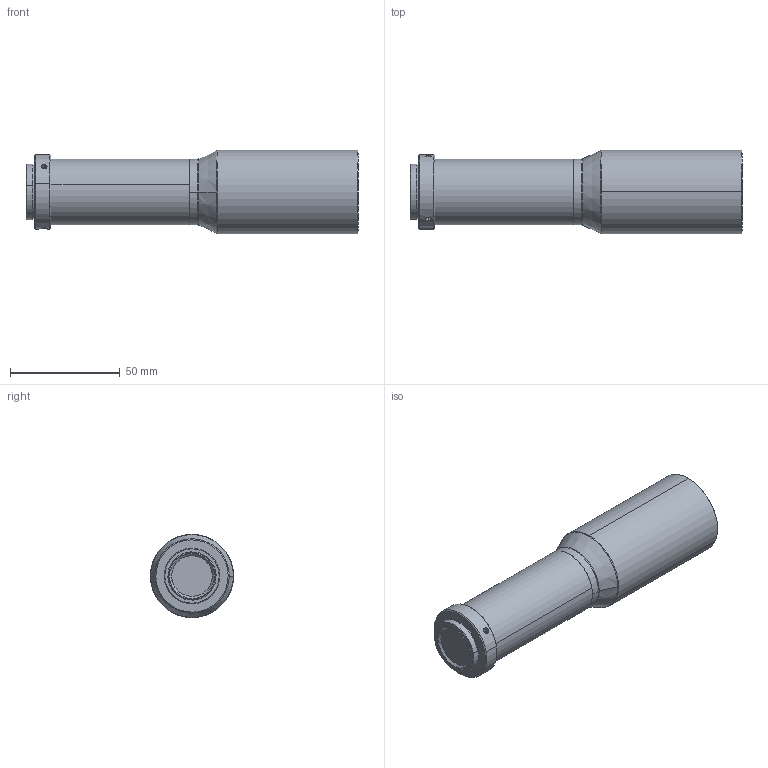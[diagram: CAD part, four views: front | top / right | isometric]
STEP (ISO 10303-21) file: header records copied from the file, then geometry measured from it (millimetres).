
FILE_DESCRIPTION (( 'STEP AP203' ), '1' );
FILE_NAME ('WH03-380A-110.STEP', '2019-03-07T03:34:42', ( '' ), ( '' ), 'SwSTEP 2.0', 'SolidWorks 2017', '' );
FILE_SCHEMA (( 'CONFIG_CONTROL_DESIGN' ));
Length unit declared in the file: millimetre
Products named in the file (1): WH03-380A-110
Bounding box: 151.59 x 38 x 38 mm (x, y, z)
Volume: 135463 mm3; surface area: 18792.8 mm2
Topology: 1 solids, 1 shells, 56 faces, 118 edges, 73 vertices
Faces by surface type: cylinder 25, cone 18, plane 9, bspline 4
Entity records: 1809 total; most frequent: CARTESIAN_POINT 534, DIRECTION 266, ORIENTED_EDGE 232, EDGE_CURVE 116, AXIS2_PLACEMENT_3D 113, VERTEX_POINT 73, EDGE_LOOP 67, CIRCLE 60
